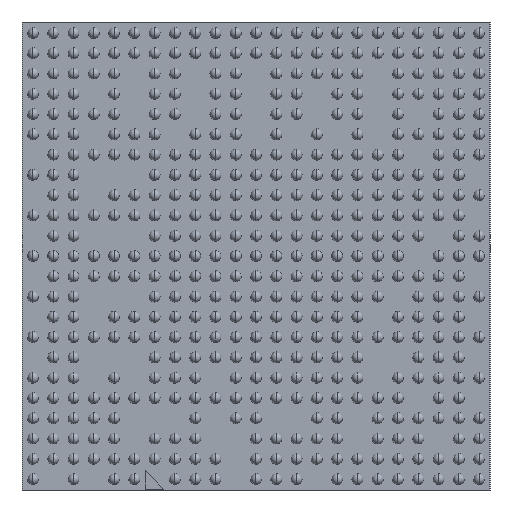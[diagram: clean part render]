
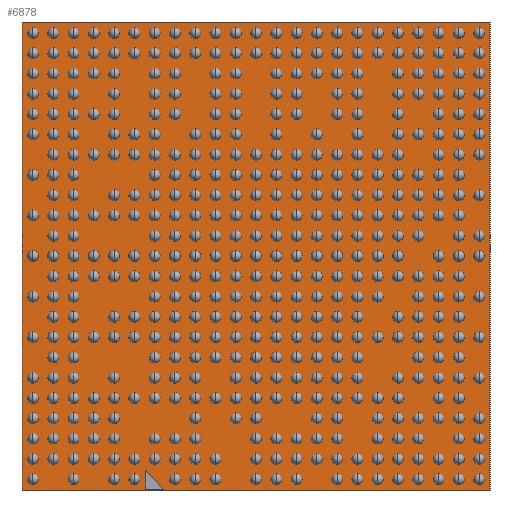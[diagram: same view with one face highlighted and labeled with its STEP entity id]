
A CAD part, front view. The second image highlights one B-rep face of the part: STEP entity #6878.
In plain terms, the highlighted planar face has unit normal (0, -1, 0).
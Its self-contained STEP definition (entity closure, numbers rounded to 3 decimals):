
#670 = ORIENTED_EDGE ( 'NONE', *, *, #4045, .T. ) ;
#954 = CARTESIAN_POINT ( 'NONE',  ( -2.95, 0.3, -7.475 ) ) ;
#1327 = EDGE_CURVE ( 'NONE', #2581, #28744, #13047, .T. ) ;
#1884 = DIRECTION ( 'NONE',  ( 0., 0., -1. ) ) ;
#2117 = DIRECTION ( 'NONE',  ( -0.707, 0., 0.707 ) ) ;
#2581 = VERTEX_POINT ( 'NONE', #6707 ) ;
#3306 = LINE ( 'NONE', #35695, #27495 ) ;
#4045 = EDGE_CURVE ( 'NONE', #34684, #2581, #28161, .T. ) ;
#4236 = FACE_OUTER_BOUND ( 'NONE', #8796, .T. ) ;
#4338 = EDGE_CURVE ( 'NONE', #32163, #34684, #16275, .T. ) ;
#4713 = CARTESIAN_POINT ( 'NONE',  ( 0., 0.3, 0. ) ) ;
#5169 = CARTESIAN_POINT ( 'NONE',  ( 7.5, 0.3, 7.5 ) ) ;
#6707 = CARTESIAN_POINT ( 'NONE',  ( -7.5, 0.3, 7.5 ) ) ;
#6878 = ADVANCED_FACE ( 'NONE', ( #31063, #4236 ), #29785, .F. ) ;
#8796 = EDGE_LOOP ( 'NONE', ( #19187, #670, #24784, #17159 ) ) ;
#9072 = VECTOR ( 'NONE', #14235, 1000. ) ;
#10585 = VECTOR ( 'NONE', #18506, 1000. ) ;
#11920 = VECTOR ( 'NONE', #23409, 1000. ) ;
#13047 = LINE ( 'NONE', #28594, #9072 ) ;
#13204 = CARTESIAN_POINT ( 'NONE',  ( -3.55, 0.3, -6.875 ) ) ;
#13218 = DIRECTION ( 'NONE',  ( 0., 0., 1. ) ) ;
#14235 = DIRECTION ( 'NONE',  ( 0., 0., -1. ) ) ;
#14920 = DIRECTION ( 'NONE',  ( 0., 0., 1. ) ) ;
#15086 = ORIENTED_EDGE ( 'NONE', *, *, #19505, .F. ) ;
#15401 = ORIENTED_EDGE ( 'NONE', *, *, #15926, .F. ) ;
#15798 = LINE ( 'NONE', #26795, #29871 ) ;
#15926 = EDGE_CURVE ( 'NONE', #20936, #32933, #31110, .T. ) ;
#16275 = LINE ( 'NONE', #25578, #24990 ) ;
#17159 = ORIENTED_EDGE ( 'NONE', *, *, #28554, .T. ) ;
#17635 = AXIS2_PLACEMENT_3D ( 'NONE', #4713, #24358, #13218 ) ;
#18506 = DIRECTION ( 'NONE',  ( -1., 0., 0. ) ) ;
#18612 = VERTEX_POINT ( 'NONE', #35198 ) ;
#19187 = ORIENTED_EDGE ( 'NONE', *, *, #4338, .T. ) ;
#19396 = LINE ( 'NONE', #954, #11920 ) ;
#19505 = EDGE_CURVE ( 'NONE', #32933, #18612, #15798, .T. ) ;
#20188 = CARTESIAN_POINT ( 'NONE',  ( -2.95, 0.3, -7.475 ) ) ;
#20936 = VERTEX_POINT ( 'NONE', #20188 ) ;
#21598 = DIRECTION ( 'NONE',  ( 1., 0., 0. ) ) ;
#21617 = EDGE_CURVE ( 'NONE', #18612, #20936, #19396, .T. ) ;
#23409 = DIRECTION ( 'NONE',  ( 1., 0., 0. ) ) ;
#24337 = EDGE_LOOP ( 'NONE', ( #15086, #15401, #35553 ) ) ;
#24358 = DIRECTION ( 'NONE',  ( 0., 1., 0. ) ) ;
#24784 = ORIENTED_EDGE ( 'NONE', *, *, #1327, .T. ) ;
#24990 = VECTOR ( 'NONE', #14920, 1000. ) ;
#25578 = CARTESIAN_POINT ( 'NONE',  ( 7.5, 0.3, 7.5 ) ) ;
#26795 = CARTESIAN_POINT ( 'NONE',  ( -3.55, 0.3, -7.475 ) ) ;
#27495 = VECTOR ( 'NONE', #21598, 1000. ) ;
#27726 = CARTESIAN_POINT ( 'NONE',  ( -7.5, 0.3, -7.5 ) ) ;
#28161 = LINE ( 'NONE', #29578, #10585 ) ;
#28554 = EDGE_CURVE ( 'NONE', #28744, #32163, #3306, .T. ) ;
#28594 = CARTESIAN_POINT ( 'NONE',  ( -7.5, 0.3, 7.5 ) ) ;
#28744 = VERTEX_POINT ( 'NONE', #27726 ) ;
#29578 = CARTESIAN_POINT ( 'NONE',  ( -7.5, 0.3, 7.5 ) ) ;
#29785 = PLANE ( 'NONE',  #17635 ) ;
#29871 = VECTOR ( 'NONE', #1884, 1000. ) ;
#31063 = FACE_BOUND ( 'NONE', #24337, .T. ) ;
#31110 = LINE ( 'NONE', #13204, #31565 ) ;
#31565 = VECTOR ( 'NONE', #2117, 1000. ) ;
#32163 = VERTEX_POINT ( 'NONE', #33054 ) ;
#32933 = VERTEX_POINT ( 'NONE', #33062 ) ;
#33054 = CARTESIAN_POINT ( 'NONE',  ( 7.5, 0.3, -7.5 ) ) ;
#33062 = CARTESIAN_POINT ( 'NONE',  ( -3.55, 0.3, -6.875 ) ) ;
#34684 = VERTEX_POINT ( 'NONE', #5169 ) ;
#35198 = CARTESIAN_POINT ( 'NONE',  ( -3.55, 0.3, -7.475 ) ) ;
#35553 = ORIENTED_EDGE ( 'NONE', *, *, #21617, .F. ) ;
#35695 = CARTESIAN_POINT ( 'NONE',  ( -7.5, 0.3, -7.5 ) ) ;
